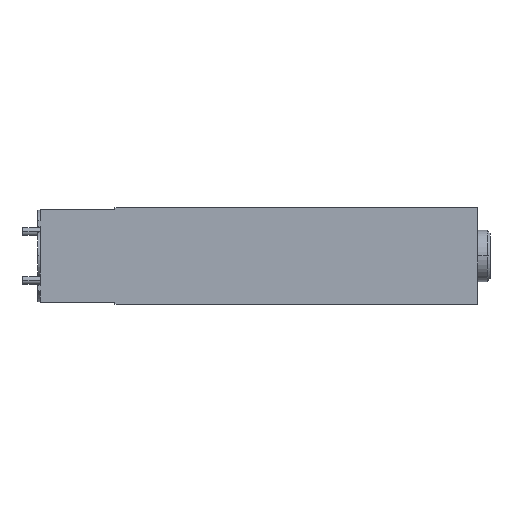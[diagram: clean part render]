
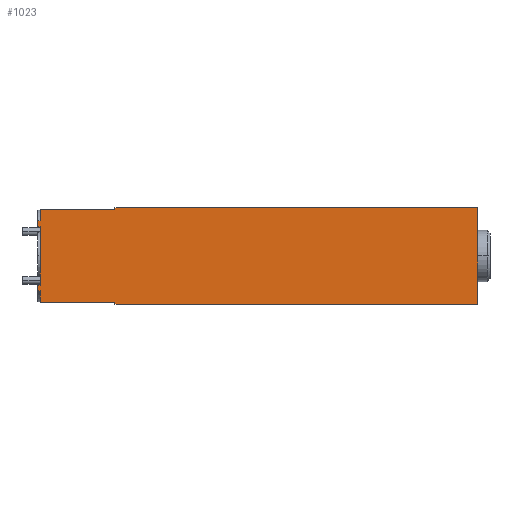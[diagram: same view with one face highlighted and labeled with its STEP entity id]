
A CAD part, top view. The second image highlights one B-rep face of the part: STEP entity #1023.
In plain terms, the highlighted planar face has unit normal (0, 0, 1).
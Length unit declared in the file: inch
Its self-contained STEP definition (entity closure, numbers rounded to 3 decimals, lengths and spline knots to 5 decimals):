
#10 = EDGE_CURVE ( 'NONE', #3637, #465, #1839, .T. ) ;
#38 = DIRECTION ( 'NONE',  ( -1., 0., 0. ) ) ;
#70 = ORIENTED_EDGE ( 'NONE', *, *, #10, .F. ) ;
#125 = LINE ( 'NONE', #3175, #3775 ) ;
#157 = EDGE_CURVE ( 'NONE', #532, #2538, #4726, .T. ) ;
#190 = VECTOR ( 'NONE', #1570, 39.37008 ) ;
#241 = VECTOR ( 'NONE', #3088, 39.37008 ) ;
#251 = EDGE_CURVE ( 'NONE', #4580, #2723, #1950, .T. ) ;
#285 = CARTESIAN_POINT ( 'NONE',  ( -3.50598, -0.46525, 1.1841 ) ) ;
#305 = CARTESIAN_POINT ( 'NONE',  ( -2.87606, 0.30365, 1.1841 ) ) ;
#322 = VECTOR ( 'NONE', #4239, 39.37008 ) ;
#351 = PLANE ( 'NONE',  #1536 ) ;
#392 = EDGE_CURVE ( 'NONE', #465, #5431, #5275, .T. ) ;
#402 = CARTESIAN_POINT ( 'NONE',  ( -1.71464, -0.09005, 1.1841 ) ) ;
#425 = DIRECTION ( 'NONE',  ( 0., 0., 1. ) ) ;
#465 = VERTEX_POINT ( 'NONE', #2261 ) ;
#495 = LINE ( 'NONE', #3985, #1402 ) ;
#532 = VERTEX_POINT ( 'NONE', #1847 ) ;
#629 = VERTEX_POINT ( 'NONE', #2896 ) ;
#633 = ORIENTED_EDGE ( 'NONE', *, *, #392, .F. ) ;
#641 = CARTESIAN_POINT ( 'NONE',  ( -2.87606, -0.48375, 1.1841 ) ) ;
#656 = VERTEX_POINT ( 'NONE', #3926 ) ;
#672 = DIRECTION ( 'NONE',  ( 0., -1., 0. ) ) ;
#679 = CARTESIAN_POINT ( 'NONE',  ( -3.50598, 0.28515, 1.1841 ) ) ;
#708 = ORIENTED_EDGE ( 'NONE', *, *, #4414, .T. ) ;
#749 = CARTESIAN_POINT ( 'NONE',  ( -3.48598, -0.37473, 1.1841 ) ) ;
#803 = VECTOR ( 'NONE', #5426, 39.37008 ) ;
#920 = EDGE_CURVE ( 'NONE', #4567, #4297, #1378, .T. ) ;
#938 = CARTESIAN_POINT ( 'NONE',  ( 0.0767, 0.30365, 1.1841 ) ) ;
#1005 = EDGE_CURVE ( 'NONE', #3878, #5431, #4595, .T. ) ;
#1023 = ADVANCED_FACE ( 'NONE', ( #3218 ), #351, .T. ) ;
#1088 = VECTOR ( 'NONE', #3440, 39.37008 ) ;
#1153 = EDGE_CURVE ( 'NONE', #1510, #1907, #5449, .T. ) ;
#1159 = DIRECTION ( 'NONE',  ( -1., 0., 0. ) ) ;
#1179 = ORIENTED_EDGE ( 'NONE', *, *, #920, .T. ) ;
#1204 = DIRECTION ( 'NONE',  ( 1., 0., 0. ) ) ;
#1293 = DIRECTION ( 'NONE',  ( 0., -1., 0. ) ) ;
#1326 = CARTESIAN_POINT ( 'NONE',  ( 0.0767, -0.48375, 1.1841 ) ) ;
#1369 = CARTESIAN_POINT ( 'NONE',  ( -3.48598, 0.14663, 1.1841 ) ) ;
#1378 = LINE ( 'NONE', #938, #3146 ) ;
#1402 = VECTOR ( 'NONE', #1493, 39.37008 ) ;
#1451 = DIRECTION ( 'NONE',  ( 0., 1., 0. ) ) ;
#1468 = CARTESIAN_POINT ( 'NONE',  ( -2.87606, -0.46525, 1.1841 ) ) ;
#1493 = DIRECTION ( 'NONE',  ( -1., 0., 0. ) ) ;
#1510 = VERTEX_POINT ( 'NONE', #2290 ) ;
#1536 = AXIS2_PLACEMENT_3D ( 'NONE', #402, #425, #5162 ) ;
#1570 = DIRECTION ( 'NONE',  ( 1., 0., 0. ) ) ;
#1582 = CARTESIAN_POINT ( 'NONE',  ( -3.50598, -0.37473, 1.1841 ) ) ;
#1599 = VECTOR ( 'NONE', #1775, 39.37008 ) ;
#1728 = ORIENTED_EDGE ( 'NONE', *, *, #157, .T. ) ;
#1775 = DIRECTION ( 'NONE',  ( -1., 0., 0. ) ) ;
#1839 = LINE ( 'NONE', #1870, #2874 ) ;
#1847 = CARTESIAN_POINT ( 'NONE',  ( -2.87606, 0.30365, 1.1841 ) ) ;
#1870 = CARTESIAN_POINT ( 'NONE',  ( -3.48598, -0.09005, 1.1841 ) ) ;
#1875 = VECTOR ( 'NONE', #2550, 39.37008 ) ;
#1907 = VERTEX_POINT ( 'NONE', #1582 ) ;
#1924 = EDGE_CURVE ( 'NONE', #3750, #3878, #2658, .T. ) ;
#1945 = EDGE_CURVE ( 'NONE', #3703, #656, #2196, .T. ) ;
#1950 = LINE ( 'NONE', #3679, #803 ) ;
#1960 = ORIENTED_EDGE ( 'NONE', *, *, #1924, .T. ) ;
#2001 = ORIENTED_EDGE ( 'NONE', *, *, #5128, .F. ) ;
#2069 = EDGE_CURVE ( 'NONE', #3637, #1510, #495, .T. ) ;
#2070 = CARTESIAN_POINT ( 'NONE',  ( -3.48598, -0.32673, 1.1841 ) ) ;
#2122 = ORIENTED_EDGE ( 'NONE', *, *, #4096, .T. ) ;
#2146 = EDGE_CURVE ( 'NONE', #4297, #532, #2717, .T. ) ;
#2156 = ORIENTED_EDGE ( 'NONE', *, *, #1945, .T. ) ;
#2196 = LINE ( 'NONE', #3007, #5068 ) ;
#2249 = CARTESIAN_POINT ( 'NONE',  ( -3.48598, 0.19463, 1.1841 ) ) ;
#2261 = CARTESIAN_POINT ( 'NONE',  ( -3.48598, 0.14663, 1.1841 ) ) ;
#2290 = CARTESIAN_POINT ( 'NONE',  ( -3.50598, -0.32673, 1.1841 ) ) ;
#2358 = CARTESIAN_POINT ( 'NONE',  ( -3.50598, 0.28515, 1.1841 ) ) ;
#2435 = CARTESIAN_POINT ( 'NONE',  ( -2.87606, 0.30365, 1.1841 ) ) ;
#2479 = EDGE_CURVE ( 'NONE', #2723, #1907, #2945, .T. ) ;
#2538 = VERTEX_POINT ( 'NONE', #4310 ) ;
#2550 = DIRECTION ( 'NONE',  ( -1., 0., 0. ) ) ;
#2614 = VECTOR ( 'NONE', #38, 39.37008 ) ;
#2658 = LINE ( 'NONE', #2249, #1599 ) ;
#2717 = LINE ( 'NONE', #2435, #5319 ) ;
#2723 = VERTEX_POINT ( 'NONE', #749 ) ;
#2790 = CARTESIAN_POINT ( 'NONE',  ( 0.0767, 0.30365, 1.1841 ) ) ;
#2847 = EDGE_LOOP ( 'NONE', ( #2001, #1960, #4182, #633, #70, #5098, #3022, #4385, #4335, #708, #2156, #2122, #1179, #5464, #1728, #5150 ) ) ;
#2874 = VECTOR ( 'NONE', #1451, 39.37008 ) ;
#2877 = CARTESIAN_POINT ( 'NONE',  ( -3.50598, 0.14663, 1.1841 ) ) ;
#2896 = CARTESIAN_POINT ( 'NONE',  ( -3.48598, 0.28515, 1.1841 ) ) ;
#2945 = LINE ( 'NONE', #4712, #2614 ) ;
#3007 = CARTESIAN_POINT ( 'NONE',  ( -2.87606, -0.46525, 1.1841 ) ) ;
#3022 = ORIENTED_EDGE ( 'NONE', *, *, #1153, .T. ) ;
#3042 = CARTESIAN_POINT ( 'NONE',  ( -3.48598, -0.46525, 1.1841 ) ) ;
#3088 = DIRECTION ( 'NONE',  ( -1., 0., 0. ) ) ;
#3146 = VECTOR ( 'NONE', #4750, 39.37008 ) ;
#3175 = CARTESIAN_POINT ( 'NONE',  ( -3.48598, -0.09005, 1.1841 ) ) ;
#3218 = FACE_OUTER_BOUND ( 'NONE', #2847, .T. ) ;
#3220 = VECTOR ( 'NONE', #1204, 39.37008 ) ;
#3440 = DIRECTION ( 'NONE',  ( 0., -1., 0. ) ) ;
#3637 = VERTEX_POINT ( 'NONE', #2070 ) ;
#3679 = CARTESIAN_POINT ( 'NONE',  ( -3.48598, -0.09005, 1.1841 ) ) ;
#3703 = VERTEX_POINT ( 'NONE', #1468 ) ;
#3719 = LINE ( 'NONE', #285, #190 ) ;
#3750 = VERTEX_POINT ( 'NONE', #3787 ) ;
#3775 = VECTOR ( 'NONE', #4493, 39.37008 ) ;
#3787 = CARTESIAN_POINT ( 'NONE',  ( -3.48598, 0.19463, 1.1841 ) ) ;
#3878 = VERTEX_POINT ( 'NONE', #4264 ) ;
#3926 = CARTESIAN_POINT ( 'NONE',  ( -2.87606, -0.48375, 1.1841 ) ) ;
#3985 = CARTESIAN_POINT ( 'NONE',  ( -3.48598, -0.32673, 1.1841 ) ) ;
#4056 = VECTOR ( 'NONE', #672, 39.37008 ) ;
#4096 = EDGE_CURVE ( 'NONE', #656, #4567, #5110, .T. ) ;
#4182 = ORIENTED_EDGE ( 'NONE', *, *, #1005, .T. ) ;
#4239 = DIRECTION ( 'NONE',  ( 0., -1., 0. ) ) ;
#4264 = CARTESIAN_POINT ( 'NONE',  ( -3.50598, 0.19463, 1.1841 ) ) ;
#4297 = VERTEX_POINT ( 'NONE', #2790 ) ;
#4310 = CARTESIAN_POINT ( 'NONE',  ( -2.87606, 0.28515, 1.1841 ) ) ;
#4335 = ORIENTED_EDGE ( 'NONE', *, *, #251, .F. ) ;
#4385 = ORIENTED_EDGE ( 'NONE', *, *, #2479, .F. ) ;
#4414 = EDGE_CURVE ( 'NONE', #4580, #3703, #3719, .T. ) ;
#4493 = DIRECTION ( 'NONE',  ( 0., 1., 0. ) ) ;
#4567 = VERTEX_POINT ( 'NONE', #1326 ) ;
#4580 = VERTEX_POINT ( 'NONE', #3042 ) ;
#4595 = LINE ( 'NONE', #2358, #4056 ) ;
#4712 = CARTESIAN_POINT ( 'NONE',  ( -3.48598, -0.37473, 1.1841 ) ) ;
#4726 = LINE ( 'NONE', #305, #1088 ) ;
#4750 = DIRECTION ( 'NONE',  ( 0., 1., 0. ) ) ;
#4820 = EDGE_CURVE ( 'NONE', #2538, #629, #5201, .T. ) ;
#5068 = VECTOR ( 'NONE', #1293, 39.37008 ) ;
#5098 = ORIENTED_EDGE ( 'NONE', *, *, #2069, .T. ) ;
#5110 = LINE ( 'NONE', #641, #3220 ) ;
#5128 = EDGE_CURVE ( 'NONE', #3750, #629, #125, .T. ) ;
#5150 = ORIENTED_EDGE ( 'NONE', *, *, #4820, .T. ) ;
#5162 = DIRECTION ( 'NONE',  ( 1., 0., 0. ) ) ;
#5201 = LINE ( 'NONE', #5575, #1875 ) ;
#5275 = LINE ( 'NONE', #1369, #241 ) ;
#5319 = VECTOR ( 'NONE', #1159, 39.37008 ) ;
#5426 = DIRECTION ( 'NONE',  ( 0., 1., 0. ) ) ;
#5431 = VERTEX_POINT ( 'NONE', #2877 ) ;
#5449 = LINE ( 'NONE', #679, #322 ) ;
#5464 = ORIENTED_EDGE ( 'NONE', *, *, #2146, .T. ) ;
#5575 = CARTESIAN_POINT ( 'NONE',  ( -3.50598, 0.28515, 1.1841 ) ) ;
